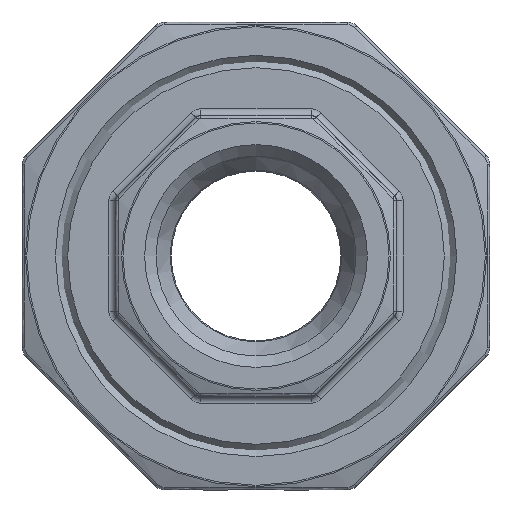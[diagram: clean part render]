
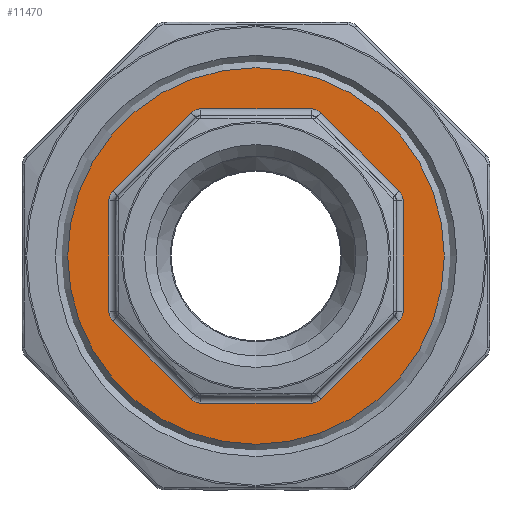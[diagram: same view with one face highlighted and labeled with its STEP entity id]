
A CAD part, left-side view. The second image highlights one B-rep face of the part: STEP entity #11470.
In plain terms, the highlighted planar face has unit normal (-1, 0, 0).
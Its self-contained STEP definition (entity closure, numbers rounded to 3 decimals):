
#340 = DIRECTION ( 'NONE',  ( -1., 0., 0. ) ) ;
#835 = DIRECTION ( 'NONE',  ( 0., 0., 1. ) ) ;
#843 = CARTESIAN_POINT ( 'NONE',  ( -9., 14.08, 11. ) ) ;
#850 = AXIS2_PLACEMENT_3D ( 'NONE', #8046, #14082, #9505 ) ;
#891 = CARTESIAN_POINT ( 'NONE',  ( -9., 14.08, 0. ) ) ;
#1093 = ORIENTED_EDGE ( 'NONE', *, *, #7133, .T. ) ;
#1175 = CIRCLE ( 'NONE', #850, 1. ) ;
#1329 = DIRECTION ( 'NONE',  ( 1., 0., 0. ) ) ;
#1335 = CARTESIAN_POINT ( 'NONE',  ( -9., -4.142, -10. ) ) ;
#1486 = ORIENTED_EDGE ( 'NONE', *, *, #12711, .T. ) ;
#1527 = CARTESIAN_POINT ( 'NONE',  ( -9., -11., -4.142 ) ) ;
#1532 = VECTOR ( 'NONE', #5773, 1000. ) ;
#1577 = CIRCLE ( 'NONE', #19654, 1. ) ;
#1839 = ORIENTED_EDGE ( 'NONE', *, *, #14236, .T. ) ;
#1846 = DIRECTION ( 'NONE',  ( 1., 0., 0. ) ) ;
#1967 = CARTESIAN_POINT ( 'NONE',  ( -9., 4.849, 10.707 ) ) ;
#2094 = EDGE_CURVE ( 'NONE', #8201, #19477, #13150, .T. ) ;
#2552 = VERTEX_POINT ( 'NONE', #2849 ) ;
#2586 = DIRECTION ( 'NONE',  ( 0., -1., 0. ) ) ;
#2612 = ORIENTED_EDGE ( 'NONE', *, *, #4801, .T. ) ;
#2628 = VECTOR ( 'NONE', #12951, 1000. ) ;
#2823 = EDGE_CURVE ( 'NONE', #16804, #5470, #18130, .T. ) ;
#2849 = CARTESIAN_POINT ( 'NONE',  ( -9., 10.707, 4.849 ) ) ;
#2945 = EDGE_CURVE ( 'NONE', #8083, #15891, #14880, .T. ) ;
#2961 = EDGE_CURVE ( 'NONE', #16339, #12099, #19085, .T. ) ;
#3359 = EDGE_CURVE ( 'NONE', #10576, #14941, #1175, .T. ) ;
#3366 = CARTESIAN_POINT ( 'NONE',  ( -9., 4.849, -10.707 ) ) ;
#3682 = DIRECTION ( 'NONE',  ( 1., 0., 0. ) ) ;
#3725 = VERTEX_POINT ( 'NONE', #8512 ) ;
#3747 = ORIENTED_EDGE ( 'NONE', *, *, #3359, .T. ) ;
#3777 = DIRECTION ( 'NONE',  ( 1., 0., 0. ) ) ;
#4140 = CARTESIAN_POINT ( 'NONE',  ( -9., 14.818, -0.738 ) ) ;
#4584 = VECTOR ( 'NONE', #835, 1000. ) ;
#4661 = CIRCLE ( 'NONE', #19437, 1. ) ;
#4699 = VERTEX_POINT ( 'NONE', #12800 ) ;
#4766 = CARTESIAN_POINT ( 'NONE',  ( -9., 14.08, -11. ) ) ;
#4801 = EDGE_CURVE ( 'NONE', #2552, #10576, #5602, .T. ) ;
#5210 = VECTOR ( 'NONE', #2586, 1000. ) ;
#5216 = AXIS2_PLACEMENT_3D ( 'NONE', #13422, #3777, #5621 ) ;
#5470 = VERTEX_POINT ( 'NONE', #11442 ) ;
#5602 = LINE ( 'NONE', #11868, #16174 ) ;
#5621 = DIRECTION ( 'NONE',  ( 0., 1., 0. ) ) ;
#5773 = DIRECTION ( 'NONE',  ( 0., 0.707, 0.707 ) ) ;
#5806 = EDGE_CURVE ( 'NONE', #19477, #16339, #14490, .T. ) ;
#5812 = DIRECTION ( 'NONE',  ( 0., -1., 0. ) ) ;
#5935 = VECTOR ( 'NONE', #12471, 1000. ) ;
#6215 = LINE ( 'NONE', #4766, #5935 ) ;
#6468 = CARTESIAN_POINT ( 'NONE',  ( -9., -10.707, -4.849 ) ) ;
#6482 = EDGE_CURVE ( 'NONE', #16930, #6752, #11846, .T. ) ;
#6634 = DIRECTION ( 'NONE',  ( 0., -1., 0. ) ) ;
#6752 = VERTEX_POINT ( 'NONE', #13840 ) ;
#7133 = EDGE_CURVE ( 'NONE', #12099, #8083, #11131, .T. ) ;
#7304 = ORIENTED_EDGE ( 'NONE', *, *, #2094, .T. ) ;
#7625 = ORIENTED_EDGE ( 'NONE', *, *, #8586, .T. ) ;
#7816 = CARTESIAN_POINT ( 'NONE',  ( -9., -4.142, 10. ) ) ;
#7903 = AXIS2_PLACEMENT_3D ( 'NONE', #1335, #13572, #15308 ) ;
#8046 = CARTESIAN_POINT ( 'NONE',  ( -9., 4.142, 10. ) ) ;
#8061 = EDGE_CURVE ( 'NONE', #16905, #4699, #15113, .T. ) ;
#8083 = VERTEX_POINT ( 'NONE', #1527 ) ;
#8124 = DIRECTION ( 'NONE',  ( 0., -1., 0. ) ) ;
#8153 = VECTOR ( 'NONE', #16685, 1000. ) ;
#8162 = PLANE ( 'NONE',  #18523 ) ;
#8201 = VERTEX_POINT ( 'NONE', #13875 ) ;
#8410 = DIRECTION ( 'NONE',  ( 0., -1., 0. ) ) ;
#8512 = CARTESIAN_POINT ( 'NONE',  ( -9., 4.142, -11. ) ) ;
#8586 = EDGE_CURVE ( 'NONE', #15891, #16930, #13589, .T. ) ;
#8812 = DIRECTION ( 'NONE',  ( 0., -0.707, 0.707 ) ) ;
#8859 = CARTESIAN_POINT ( 'NONE',  ( -9., -4.849, 10.707 ) ) ;
#8931 = DIRECTION ( 'NONE',  ( 1., 0., 0. ) ) ;
#8997 = EDGE_CURVE ( 'NONE', #4699, #16804, #15042, .T. ) ;
#9159 = CARTESIAN_POINT ( 'NONE',  ( -9., 11., -4.142 ) ) ;
#9505 = DIRECTION ( 'NONE',  ( 0., -1., 0. ) ) ;
#9573 = AXIS2_PLACEMENT_3D ( 'NONE', #7816, #1846, #8124 ) ;
#9816 = EDGE_CURVE ( 'NONE', #5470, #2552, #4661, .T. ) ;
#10428 = CARTESIAN_POINT ( 'NONE',  ( -9., -0.738, -14.818 ) ) ;
#10469 = CARTESIAN_POINT ( 'NONE',  ( -9., 4.142, -10. ) ) ;
#10576 = VERTEX_POINT ( 'NONE', #1967 ) ;
#11031 = ORIENTED_EDGE ( 'NONE', *, *, #17034, .T. ) ;
#11131 = LINE ( 'NONE', #17599, #18032 ) ;
#11442 = CARTESIAN_POINT ( 'NONE',  ( -9., 11., 4.142 ) ) ;
#11470 = ADVANCED_FACE ( 'NONE', ( #14616, #19073 ), #8162, .T. ) ;
#11683 = EDGE_LOOP ( 'NONE', ( #17963 ) ) ;
#11846 = CIRCLE ( 'NONE', #7903, 1. ) ;
#11868 = CARTESIAN_POINT ( 'NONE',  ( -9., 14.818, 0.738 ) ) ;
#11941 = CARTESIAN_POINT ( 'NONE',  ( -9., 11., 0. ) ) ;
#12099 = VERTEX_POINT ( 'NONE', #16029 ) ;
#12318 = ORIENTED_EDGE ( 'NONE', *, *, #6482, .T. ) ;
#12471 = DIRECTION ( 'NONE',  ( 0., 1., 0. ) ) ;
#12543 = EDGE_LOOP ( 'NONE', ( #17358, #18389, #2612, #3747, #1486, #7304, #14241, #17846, #1093, #16055, #7625, #12318, #1839, #11031, #14924, #19263 ) ) ;
#12589 = CARTESIAN_POINT ( 'NONE',  ( -9., 10., 4.142 ) ) ;
#12643 = CARTESIAN_POINT ( 'NONE',  ( -9., 4.142, 11. ) ) ;
#12711 = EDGE_CURVE ( 'NONE', #14941, #8201, #16791, .T. ) ;
#12748 = AXIS2_PLACEMENT_3D ( 'NONE', #16308, #13006, #8410 ) ;
#12800 = CARTESIAN_POINT ( 'NONE',  ( -9., 10.707, -4.849 ) ) ;
#12951 = DIRECTION ( 'NONE',  ( 0., -0.707, -0.707 ) ) ;
#13006 = DIRECTION ( 'NONE',  ( 1., 0., 0. ) ) ;
#13008 = CARTESIAN_POINT ( 'NONE',  ( -9., -10., 4.142 ) ) ;
#13150 = CIRCLE ( 'NONE', #9573, 1. ) ;
#13156 = CARTESIAN_POINT ( 'NONE',  ( -9., -10.707, 4.849 ) ) ;
#13256 = CARTESIAN_POINT ( 'NONE',  ( -9., -0.738, 14.818 ) ) ;
#13422 = CARTESIAN_POINT ( 'NONE',  ( -9., 0., 0. ) ) ;
#13447 = CIRCLE ( 'NONE', #5216, 14.08 ) ;
#13572 = DIRECTION ( 'NONE',  ( 1., 0., 0. ) ) ;
#13589 = LINE ( 'NONE', #10428, #8153 ) ;
#13840 = CARTESIAN_POINT ( 'NONE',  ( -9., -4.142, -11. ) ) ;
#13875 = CARTESIAN_POINT ( 'NONE',  ( -9., -4.142, 11. ) ) ;
#14082 = DIRECTION ( 'NONE',  ( 1., 0., 0. ) ) ;
#14236 = EDGE_CURVE ( 'NONE', #6752, #3725, #6215, .T. ) ;
#14241 = ORIENTED_EDGE ( 'NONE', *, *, #5806, .T. ) ;
#14490 = LINE ( 'NONE', #13256, #2628 ) ;
#14616 = FACE_BOUND ( 'NONE', #12543, .T. ) ;
#14787 = AXIS2_PLACEMENT_3D ( 'NONE', #13008, #16215, #17441 ) ;
#14880 = CIRCLE ( 'NONE', #17429, 1. ) ;
#14924 = ORIENTED_EDGE ( 'NONE', *, *, #8061, .T. ) ;
#14941 = VERTEX_POINT ( 'NONE', #12643 ) ;
#15042 = CIRCLE ( 'NONE', #12748, 1. ) ;
#15113 = LINE ( 'NONE', #4140, #1532 ) ;
#15169 = VERTEX_POINT ( 'NONE', #891 ) ;
#15308 = DIRECTION ( 'NONE',  ( 0., -1., 0. ) ) ;
#15891 = VERTEX_POINT ( 'NONE', #6468 ) ;
#15951 = DIRECTION ( 'NONE',  ( 0., 0., -1. ) ) ;
#16029 = CARTESIAN_POINT ( 'NONE',  ( -9., -11., 4.142 ) ) ;
#16055 = ORIENTED_EDGE ( 'NONE', *, *, #2945, .T. ) ;
#16174 = VECTOR ( 'NONE', #8812, 1000. ) ;
#16215 = DIRECTION ( 'NONE',  ( 1., 0., 0. ) ) ;
#16308 = CARTESIAN_POINT ( 'NONE',  ( -9., 10., -4.142 ) ) ;
#16339 = VERTEX_POINT ( 'NONE', #13156 ) ;
#16685 = DIRECTION ( 'NONE',  ( 0., 0.707, -0.707 ) ) ;
#16791 = LINE ( 'NONE', #843, #5210 ) ;
#16804 = VERTEX_POINT ( 'NONE', #9159 ) ;
#16905 = VERTEX_POINT ( 'NONE', #3366 ) ;
#16930 = VERTEX_POINT ( 'NONE', #18070 ) ;
#17034 = EDGE_CURVE ( 'NONE', #3725, #16905, #1577, .T. ) ;
#17358 = ORIENTED_EDGE ( 'NONE', *, *, #2823, .T. ) ;
#17429 = AXIS2_PLACEMENT_3D ( 'NONE', #19201, #3682, #17651 ) ;
#17441 = DIRECTION ( 'NONE',  ( 0., -1., 0. ) ) ;
#17599 = CARTESIAN_POINT ( 'NONE',  ( -9., -11., 0. ) ) ;
#17619 = CARTESIAN_POINT ( 'NONE',  ( -9., 14.08, 0. ) ) ;
#17651 = DIRECTION ( 'NONE',  ( 0., -1., 0. ) ) ;
#17846 = ORIENTED_EDGE ( 'NONE', *, *, #2961, .T. ) ;
#17927 = EDGE_CURVE ( 'NONE', #15169, #15169, #13447, .T. ) ;
#17963 = ORIENTED_EDGE ( 'NONE', *, *, #17927, .F. ) ;
#18032 = VECTOR ( 'NONE', #15951, 1000. ) ;
#18070 = CARTESIAN_POINT ( 'NONE',  ( -9., -4.849, -10.707 ) ) ;
#18130 = LINE ( 'NONE', #11941, #4584 ) ;
#18389 = ORIENTED_EDGE ( 'NONE', *, *, #9816, .T. ) ;
#18523 = AXIS2_PLACEMENT_3D ( 'NONE', #17619, #340, #6634 ) ;
#18877 = DIRECTION ( 'NONE',  ( 0., -1., 0. ) ) ;
#19073 = FACE_OUTER_BOUND ( 'NONE', #11683, .T. ) ;
#19085 = CIRCLE ( 'NONE', #14787, 1. ) ;
#19201 = CARTESIAN_POINT ( 'NONE',  ( -9., -10., -4.142 ) ) ;
#19263 = ORIENTED_EDGE ( 'NONE', *, *, #8997, .T. ) ;
#19437 = AXIS2_PLACEMENT_3D ( 'NONE', #12589, #1329, #18877 ) ;
#19477 = VERTEX_POINT ( 'NONE', #8859 ) ;
#19654 = AXIS2_PLACEMENT_3D ( 'NONE', #10469, #8931, #5812 ) ;
